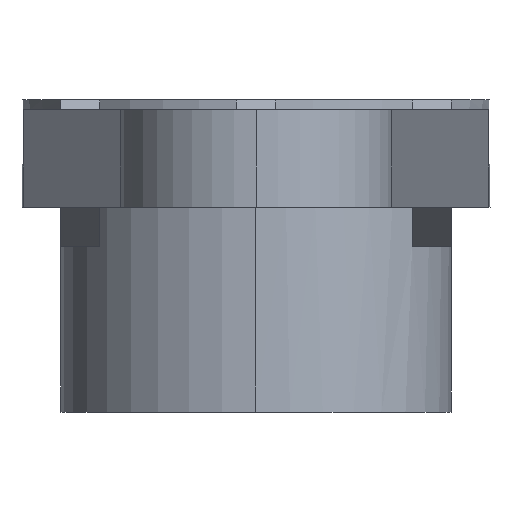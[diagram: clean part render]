
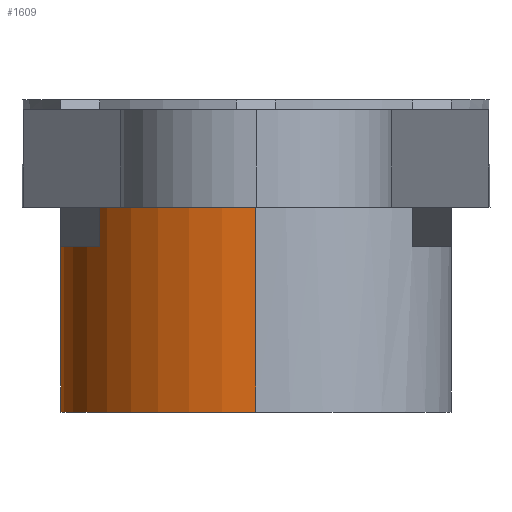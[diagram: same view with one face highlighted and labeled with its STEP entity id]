
A CAD part, left-side view. The second image highlights one B-rep face of the part: STEP entity #1609.
In plain terms, the highlighted cylindrical face has radius 5 mm (diameter 10 mm), a partial arc.
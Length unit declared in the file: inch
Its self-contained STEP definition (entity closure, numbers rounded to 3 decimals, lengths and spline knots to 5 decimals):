
#207 = CIRCLE ( 'NONE', #1924, 0.19685 ) ;
#244 = ORIENTED_EDGE ( 'NONE', *, *, #3530, .T. ) ;
#402 = DIRECTION ( 'NONE',  ( 0., 0., 1. ) ) ;
#455 = CARTESIAN_POINT ( 'NONE',  ( -0.60039, 0., 0.05906 ) ) ;
#480 = VERTEX_POINT ( 'NONE', #455 ) ;
#556 = DIRECTION ( 'NONE',  ( 1., 0., 0. ) ) ;
#619 = FACE_OUTER_BOUND ( 'NONE', #1141, .T. ) ;
#858 = CARTESIAN_POINT ( 'NONE',  ( -0.20669, 0., -0.14764 ) ) ;
#999 = CARTESIAN_POINT ( 'NONE',  ( -0.60039, 0., -0.14764 ) ) ;
#1138 = AXIS2_PLACEMENT_3D ( 'NONE', #2971, #2649, #556 ) ;
#1141 = EDGE_LOOP ( 'NONE', ( #3010, #244, #2927, #2398 ) ) ;
#1181 = VERTEX_POINT ( 'NONE', #1829 ) ;
#1353 = VECTOR ( 'NONE', #402, 39.37008 ) ;
#1459 = LINE ( 'NONE', #2144, #1353 ) ;
#1609 = ADVANCED_FACE ( 'NONE', ( #619 ), #3288, .T. ) ;
#1676 = VECTOR ( 'NONE', #3430, 39.37008 ) ;
#1827 = CARTESIAN_POINT ( 'NONE',  ( -0.40354, 0., 0.05906 ) ) ;
#1829 = CARTESIAN_POINT ( 'NONE',  ( -0.60039, 0., -0.14764 ) ) ;
#1877 = CARTESIAN_POINT ( 'NONE',  ( -0.40354, 0., -0.14764 ) ) ;
#1903 = CARTESIAN_POINT ( 'NONE',  ( -0.20669, 0., 0.05906 ) ) ;
#1924 = AXIS2_PLACEMENT_3D ( 'NONE', #1827, #4255, #2189 ) ;
#2144 = CARTESIAN_POINT ( 'NONE',  ( -0.20669, 0., -0.14764 ) ) ;
#2189 = DIRECTION ( 'NONE',  ( 1., 0., 0. ) ) ;
#2233 = VERTEX_POINT ( 'NONE', #1903 ) ;
#2244 = DIRECTION ( 'NONE',  ( 1., 0., 0. ) ) ;
#2398 = ORIENTED_EDGE ( 'NONE', *, *, #3581, .F. ) ;
#2649 = DIRECTION ( 'NONE',  ( 0., 0., 1. ) ) ;
#2834 = AXIS2_PLACEMENT_3D ( 'NONE', #1877, #4313, #2244 ) ;
#2927 = ORIENTED_EDGE ( 'NONE', *, *, #3667, .F. ) ;
#2943 = CIRCLE ( 'NONE', #2834, 0.19685 ) ;
#2971 = CARTESIAN_POINT ( 'NONE',  ( -0.40354, 0., -0.14764 ) ) ;
#3010 = ORIENTED_EDGE ( 'NONE', *, *, #4499, .T. ) ;
#3288 = CYLINDRICAL_SURFACE ( 'NONE', #1138, 0.19685 ) ;
#3312 = VERTEX_POINT ( 'NONE', #858 ) ;
#3430 = DIRECTION ( 'NONE',  ( 0., 0., 1. ) ) ;
#3530 = EDGE_CURVE ( 'NONE', #1181, #480, #4454, .T. ) ;
#3581 = EDGE_CURVE ( 'NONE', #3312, #2233, #1459, .T. ) ;
#3667 = EDGE_CURVE ( 'NONE', #2233, #480, #207, .T. ) ;
#4255 = DIRECTION ( 'NONE',  ( 0., 0., 1. ) ) ;
#4313 = DIRECTION ( 'NONE',  ( 0., 0., 1. ) ) ;
#4454 = LINE ( 'NONE', #999, #1676 ) ;
#4499 = EDGE_CURVE ( 'NONE', #3312, #1181, #2943, .T. ) ;
